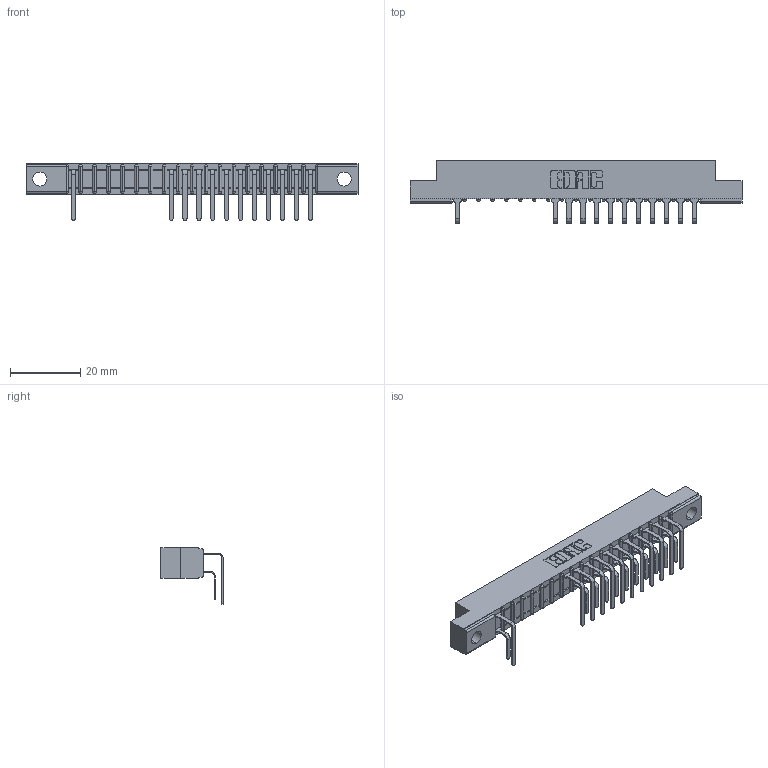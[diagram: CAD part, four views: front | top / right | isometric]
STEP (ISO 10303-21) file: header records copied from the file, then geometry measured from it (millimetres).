
FILE_DESCRIPTION (( 'STEP AP203' ), '1' );
FILE_NAME ('307-036-559-202.STEP', '2018-08-05T09:16:59', ( '' ), ( '' ), 'SwSTEP 2.0', 'SolidWorks 2016', '' );
FILE_SCHEMA (( 'CONFIG_CONTROL_DESIGN' ));
Length unit declared in the file: inch
Products named in the file (4): 307 Part_.128 Dia Mounting Holes; 307-290-001_558 559 - 1 (Single); 307-290-001_559 - 2 (Single); 307-036-559-202
Assembly tree (24 placements, depth 2):
  307-036-559-202
    307 Part_.128 Dia Mounting Holes
    307-290-001_558 559 - 1 (Single)  x11
    307-290-001_559 - 2 (Single)  x12
Bounding box: 94.34 x 17.69 x 16.08 mm (x, y, z)
Volume: 6018.5 mm3; surface area: 9858.3 mm2
Topology: 24 solids, 24 shells, 1417 faces, 4005 edges, 2586 vertices
Faces by surface type: plane 907, cylinder 472, sphere 38
Entity records: 19999 total; most frequent: CARTESIAN_POINT 3335, ORIENTED_EDGE 3314, DIRECTION 3263, EDGE_CURVE 1657, VECTOR 1259, LINE 1259, VERTEX_POINT 1074, AXIS2_PLACEMENT_3D 1002
